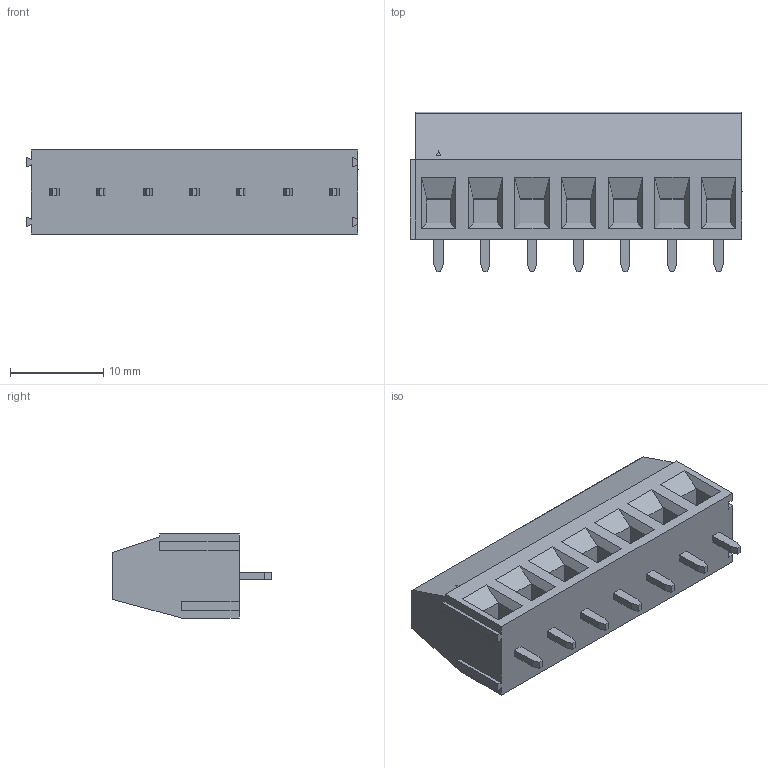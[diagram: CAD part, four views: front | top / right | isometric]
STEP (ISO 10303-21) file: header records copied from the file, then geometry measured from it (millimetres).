
FILE_DESCRIPTION (( 'STEP AP214' ), '1' );
FILE_NAME ('DG125-5.0-07P-14-00AH.STEP', '2021-01-11T18:56:55', ( '' ), ( '' ), 'SwSTEP 2.0', 'SolidWorks 2020', '' );
FILE_SCHEMA (( 'AUTOMOTIVE_DESIGN' ));
Length unit declared in the file: millimetre
Products named in the file (1): DG125-5.0-07P-14-00AH
Bounding box: 35.57 x 17.1 x 9 mm (x, y, z)
Volume: 3358 mm3; surface area: 2689.5 mm2
Topology: 1 solids, 1 shells, 698 faces, 1778 edges, 1147 vertices
Faces by surface type: plane 396, bspline 175, cylinder 68, torus 35, cone 24
Entity records: 34322 total; most frequent: CARTESIAN_POINT 13571, ORIENTED_EDGE 3556, DIRECTION 2734, EDGE_CURVE 1778, VERTEX_POINT 1147, LINE 1142, VECTOR 1142, AXIS2_PLACEMENT_3D 796
